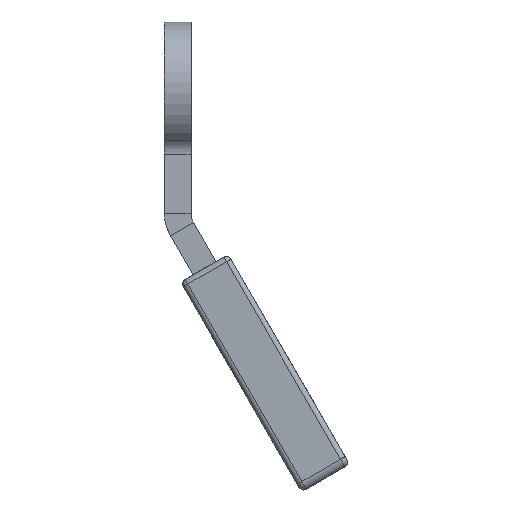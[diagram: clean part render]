
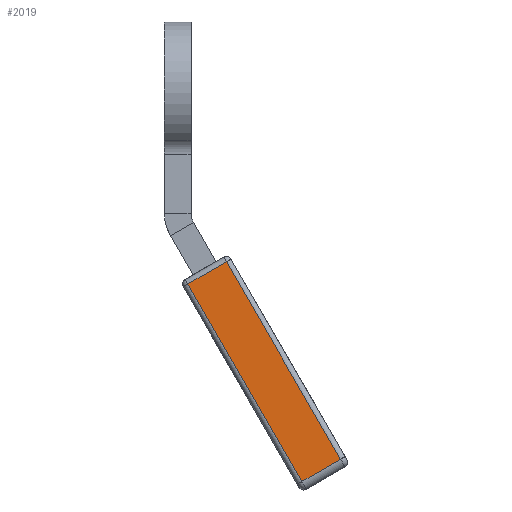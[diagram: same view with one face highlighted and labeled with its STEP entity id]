
A CAD part, left-side view. The second image highlights one B-rep face of the part: STEP entity #2019.
In plain terms, the highlighted planar face has unit normal (-1, 0, 0).
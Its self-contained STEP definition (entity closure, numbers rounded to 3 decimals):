
#43 = DIRECTION ( 'NONE',  ( 0., 0.866, -0.5 ) ) ;
#411 = VECTOR ( 'NONE', #448, 1000. ) ;
#448 = DIRECTION ( 'NONE',  ( 0., -0.5, -0.866 ) ) ;
#473 = CARTESIAN_POINT ( 'NONE',  ( -31.091, -3.288, -12.581 ) ) ;
#674 = LINE ( 'NONE', #845, #2013 ) ;
#688 = CARTESIAN_POINT ( 'NONE',  ( -31.091, -5.453, -11.331 ) ) ;
#733 = CARTESIAN_POINT ( 'NONE',  ( -31.091, 3.112, -1.496 ) ) ;
#751 = FACE_OUTER_BOUND ( 'NONE', #4965, .T. ) ;
#845 = CARTESIAN_POINT ( 'NONE',  ( -31.091, -3.028, -12.731 ) ) ;
#1074 = CARTESIAN_POINT ( 'NONE',  ( -31.091, 0.947, -0.246 ) ) ;
#1619 = DIRECTION ( 'NONE',  ( 0., 0.5, 0.866 ) ) ;
#1675 = CARTESIAN_POINT ( 'NONE',  ( -31.091, -3.278, -13.164 ) ) ;
#1739 = VECTOR ( 'NONE', #1619, 1000. ) ;
#1807 = LINE ( 'NONE', #2902, #4899 ) ;
#1993 = VERTEX_POINT ( 'NONE', #1074 ) ;
#2013 = VECTOR ( 'NONE', #4877, 1000. ) ;
#2019 = ADVANCED_FACE ( 'NONE', ( #751 ), #6835, .F. ) ;
#2097 = EDGE_CURVE ( 'NONE', #1993, #4933, #1807, .T. ) ;
#2243 = DIRECTION ( 'NONE',  ( 0., -0.5, -0.866 ) ) ;
#2387 = EDGE_CURVE ( 'NONE', #4041, #1993, #4819, .T. ) ;
#2814 = ORIENTED_EDGE ( 'NONE', *, *, #6520, .T. ) ;
#2902 = CARTESIAN_POINT ( 'NONE',  ( -31.091, 3.372, -1.646 ) ) ;
#2988 = VERTEX_POINT ( 'NONE', #4243 ) ;
#4041 = VERTEX_POINT ( 'NONE', #688 ) ;
#4243 = CARTESIAN_POINT ( 'NONE',  ( -31.091, -3.288, -12.581 ) ) ;
#4412 = EDGE_CURVE ( 'NONE', #4933, #2988, #4994, .T. ) ;
#4819 = LINE ( 'NONE', #6235, #1739 ) ;
#4877 = DIRECTION ( 'NONE',  ( 0., -0.866, 0.5 ) ) ;
#4899 = VECTOR ( 'NONE', #43, 1000. ) ;
#4933 = VERTEX_POINT ( 'NONE', #733 ) ;
#4965 = EDGE_LOOP ( 'NONE', ( #2814, #5968, #5700, #5519 ) ) ;
#4994 = LINE ( 'NONE', #473, #411 ) ;
#5519 = ORIENTED_EDGE ( 'NONE', *, *, #4412, .T. ) ;
#5697 = DIRECTION ( 'NONE',  ( 1., 0., 0. ) ) ;
#5700 = ORIENTED_EDGE ( 'NONE', *, *, #2097, .T. ) ;
#5968 = ORIENTED_EDGE ( 'NONE', *, *, #2387, .T. ) ;
#6153 = AXIS2_PLACEMENT_3D ( 'NONE', #1675, #5697, #2243 ) ;
#6235 = CARTESIAN_POINT ( 'NONE',  ( -31.091, -5.703, -11.764 ) ) ;
#6520 = EDGE_CURVE ( 'NONE', #2988, #4041, #674, .T. ) ;
#6835 = PLANE ( 'NONE',  #6153 ) ;
